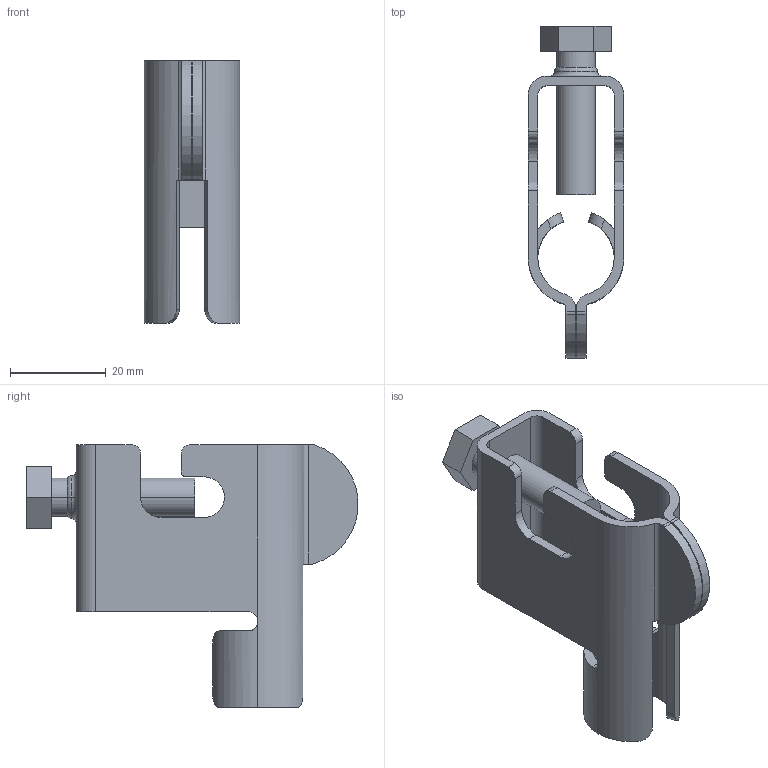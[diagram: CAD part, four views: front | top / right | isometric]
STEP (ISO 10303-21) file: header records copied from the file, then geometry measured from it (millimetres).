
FILE_DESCRIPTION (( 'STEP AP214' ), '1' );
FILE_NAME ('5403219.stp', '2023-04-11T13:46:30', ( '' ), ( '' ), 'SwSTEP 2.0', 'SolidWorks 2022', '' );
FILE_SCHEMA (( 'AUTOMOTIVE_DESIGN' ));
Length unit declared in the file: millimetre
Products named in the file (1): 5403219
Bounding box: 20 x 69.44 x 55 mm (x, y, z)
Volume: 11929.6 mm3; surface area: 12077.4 mm2
Topology: 2 solids, 2 shells, 89 faces, 246 edges, 162 vertices
Faces by surface type: plane 43, cylinder 42, torus 4
Entity records: 3277 total; most frequent: CARTESIAN_POINT 886, DIRECTION 493, ORIENTED_EDGE 492, EDGE_CURVE 246, AXIS2_PLACEMENT_3D 176, VERTEX_POINT 162, LINE 141, VECTOR 141
